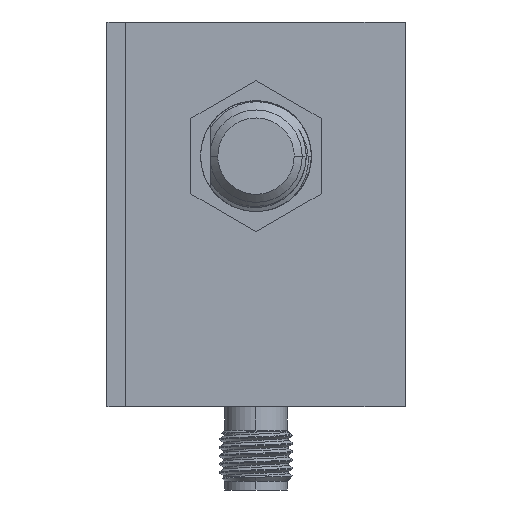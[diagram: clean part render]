
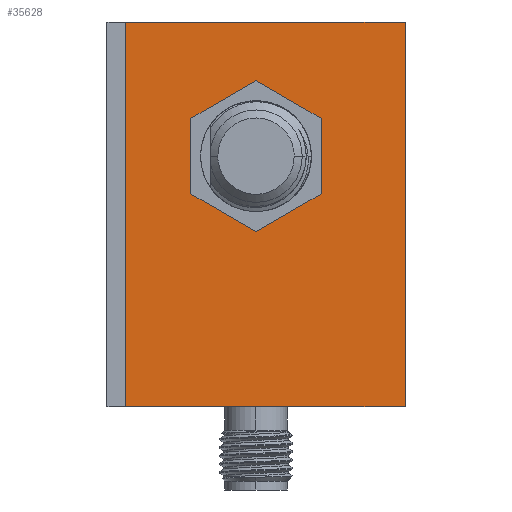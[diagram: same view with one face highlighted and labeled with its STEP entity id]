
A CAD part, left-side view. The second image highlights one B-rep face of the part: STEP entity #35628.
In plain terms, the highlighted planar face has unit normal (-1, 0, 0).
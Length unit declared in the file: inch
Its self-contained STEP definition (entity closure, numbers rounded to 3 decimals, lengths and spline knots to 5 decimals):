
#1015 = DIRECTION ( 'NONE',  ( 1., 0., 0. ) ) ;
#1454 = AXIS2_PLACEMENT_3D ( 'NONE', #11374, #1015, #57860 ) ;
#4677 = CARTESIAN_POINT ( 'NONE',  ( -0.4225, 0., 0.645 ) ) ;
#6486 = EDGE_CURVE ( 'NONE', #38318, #24195, #45206, .T. ) ;
#6917 = ORIENTED_EDGE ( 'NONE', *, *, #41918, .F. ) ;
#10763 = CARTESIAN_POINT ( 'NONE',  ( -0.4225, 0.937, -0.645 ) ) ;
#11374 = CARTESIAN_POINT ( 'NONE',  ( -0.4225, 0.937, 0.645 ) ) ;
#11921 = EDGE_LOOP ( 'NONE', ( #50975, #6917, #54772, #53766 ) ) ;
#12938 = VECTOR ( 'NONE', #47384, 39.37008 ) ;
#13865 = LINE ( 'NONE', #29689, #23753 ) ;
#20493 = VECTOR ( 'NONE', #43438, 39.37008 ) ;
#22617 = LINE ( 'NONE', #26390, #12938 ) ;
#23351 = CARTESIAN_POINT ( 'NONE',  ( -0.4225, 0.937, 0.645 ) ) ;
#23753 = VECTOR ( 'NONE', #55184, 39.37008 ) ;
#23869 = CARTESIAN_POINT ( 'NONE',  ( -0.4225, 0., -0.645 ) ) ;
#24195 = VERTEX_POINT ( 'NONE', #4677 ) ;
#25694 = VECTOR ( 'NONE', #30039, 39.37008 ) ;
#26390 = CARTESIAN_POINT ( 'NONE',  ( -0.4225, 0., 0.645 ) ) ;
#26588 = LINE ( 'NONE', #10763, #20493 ) ;
#29420 = CARTESIAN_POINT ( 'NONE',  ( -0.4225, 0.937, -0.645 ) ) ;
#29689 = CARTESIAN_POINT ( 'NONE',  ( -0.4225, 0.937, 0.645 ) ) ;
#30039 = DIRECTION ( 'NONE',  ( 0., -1., 0. ) ) ;
#33442 = VERTEX_POINT ( 'NONE', #29420 ) ;
#35628 = ADVANCED_FACE ( 'NONE', ( #53718 ), #48202, .F. ) ;
#38318 = VERTEX_POINT ( 'NONE', #23351 ) ;
#41918 = EDGE_CURVE ( 'NONE', #33442, #38318, #13865, .T. ) ;
#42197 = VERTEX_POINT ( 'NONE', #23869 ) ;
#43438 = DIRECTION ( 'NONE',  ( 0., 1., 0. ) ) ;
#45206 = LINE ( 'NONE', #66224, #25694 ) ;
#47359 = EDGE_CURVE ( 'NONE', #42197, #33442, #26588, .T. ) ;
#47384 = DIRECTION ( 'NONE',  ( 0., 0., -1. ) ) ;
#48202 = PLANE ( 'NONE',  #1454 ) ;
#50975 = ORIENTED_EDGE ( 'NONE', *, *, #6486, .F. ) ;
#53718 = FACE_OUTER_BOUND ( 'NONE', #11921, .T. ) ;
#53766 = ORIENTED_EDGE ( 'NONE', *, *, #59985, .F. ) ;
#54772 = ORIENTED_EDGE ( 'NONE', *, *, #47359, .F. ) ;
#55184 = DIRECTION ( 'NONE',  ( 0., 0., 1. ) ) ;
#57860 = DIRECTION ( 'NONE',  ( 0., 0., -1. ) ) ;
#59985 = EDGE_CURVE ( 'NONE', #24195, #42197, #22617, .T. ) ;
#66224 = CARTESIAN_POINT ( 'NONE',  ( -0.4225, 0.937, 0.645 ) ) ;
